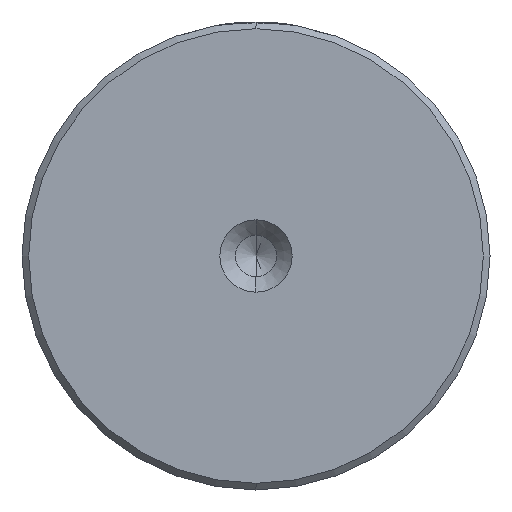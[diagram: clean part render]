
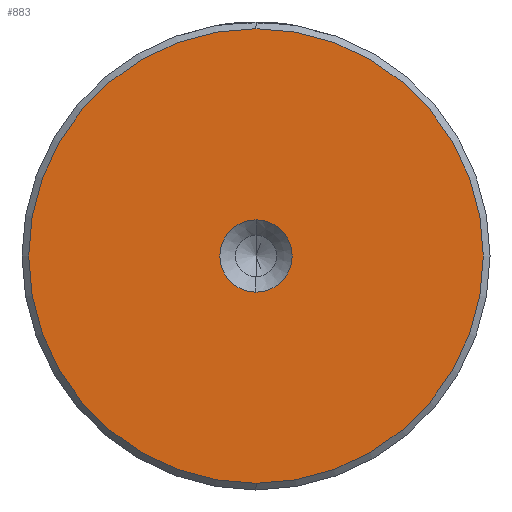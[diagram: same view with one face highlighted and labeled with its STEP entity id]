
A CAD part, left-side view. The second image highlights one B-rep face of the part: STEP entity #883.
In plain terms, the highlighted planar face has unit normal (-1, 0, 0).
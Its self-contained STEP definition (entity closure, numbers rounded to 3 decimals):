
#1 = CIRCLE ( 'NONE', #237, 2.7 ) ;
#8 = CARTESIAN_POINT ( 'NONE',  ( 0., 0., 17. ) ) ;
#45 = DIRECTION ( 'NONE',  ( 0., 0., 1. ) ) ;
#55 = DIRECTION ( 'NONE',  ( -1., 0., 0. ) ) ;
#85 = ORIENTED_EDGE ( 'NONE', *, *, #1772, .F. ) ;
#237 = AXIS2_PLACEMENT_3D ( 'NONE', #2156, #55, #2150 ) ;
#321 = AXIS2_PLACEMENT_3D ( 'NONE', #982, #973, #348 ) ;
#348 = DIRECTION ( 'NONE',  ( 0., 0., 1. ) ) ;
#349 = EDGE_CURVE ( 'NONE', #397, #1042, #991, .T. ) ;
#397 = VERTEX_POINT ( 'NONE', #8 ) ;
#580 = ORIENTED_EDGE ( 'NONE', *, *, #349, .T. ) ;
#581 = EDGE_LOOP ( 'NONE', ( #1887, #580 ) ) ;
#632 = DIRECTION ( 'NONE',  ( 0., 0., 1. ) ) ;
#659 = CARTESIAN_POINT ( 'NONE',  ( 0., 0., 0. ) ) ;
#699 = ORIENTED_EDGE ( 'NONE', *, *, #759, .F. ) ;
#748 = CARTESIAN_POINT ( 'NONE',  ( 0., 0., 2.7 ) ) ;
#759 = EDGE_CURVE ( 'NONE', #2205, #1410, #1, .T. ) ;
#796 = DIRECTION ( 'NONE',  ( -1., 0., 0. ) ) ;
#812 = PLANE ( 'NONE',  #1149 ) ;
#858 = DIRECTION ( 'NONE',  ( 0., 0., 1. ) ) ;
#883 = ADVANCED_FACE ( 'NONE', ( #1285, #1349 ), #812, .T. ) ;
#904 = EDGE_LOOP ( 'NONE', ( #85, #699 ) ) ;
#973 = DIRECTION ( 'NONE',  ( -1., 0., 0. ) ) ;
#982 = CARTESIAN_POINT ( 'NONE',  ( 0., 0., 0. ) ) ;
#991 = CIRCLE ( 'NONE', #321, 17. ) ;
#1042 = VERTEX_POINT ( 'NONE', #2437 ) ;
#1059 = EDGE_CURVE ( 'NONE', #1042, #397, #2315, .T. ) ;
#1091 = AXIS2_PLACEMENT_3D ( 'NONE', #2318, #1190, #45 ) ;
#1149 = AXIS2_PLACEMENT_3D ( 'NONE', #1189, #796, #632 ) ;
#1189 = CARTESIAN_POINT ( 'NONE',  ( 0., 0., 0. ) ) ;
#1190 = DIRECTION ( 'NONE',  ( -1., 0., 0. ) ) ;
#1285 = FACE_OUTER_BOUND ( 'NONE', #581, .T. ) ;
#1349 = FACE_BOUND ( 'NONE', #904, .T. ) ;
#1387 = CIRCLE ( 'NONE', #1452, 2.7 ) ;
#1410 = VERTEX_POINT ( 'NONE', #748 ) ;
#1452 = AXIS2_PLACEMENT_3D ( 'NONE', #659, #2001, #858 ) ;
#1772 = EDGE_CURVE ( 'NONE', #1410, #2205, #1387, .T. ) ;
#1871 = CARTESIAN_POINT ( 'NONE',  ( 0., 0., -2.7 ) ) ;
#1887 = ORIENTED_EDGE ( 'NONE', *, *, #1059, .T. ) ;
#2001 = DIRECTION ( 'NONE',  ( -1., 0., 0. ) ) ;
#2150 = DIRECTION ( 'NONE',  ( 0., 0., 1. ) ) ;
#2156 = CARTESIAN_POINT ( 'NONE',  ( 0., 0., 0. ) ) ;
#2205 = VERTEX_POINT ( 'NONE', #1871 ) ;
#2315 = CIRCLE ( 'NONE', #1091, 17. ) ;
#2318 = CARTESIAN_POINT ( 'NONE',  ( 0., 0., 0. ) ) ;
#2437 = CARTESIAN_POINT ( 'NONE',  ( 0., 0., -17. ) ) ;
